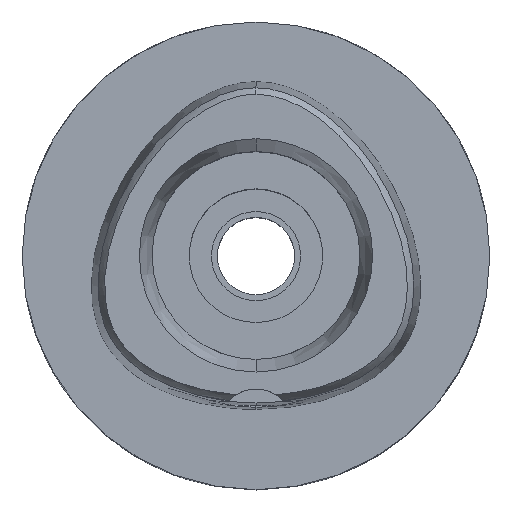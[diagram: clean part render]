
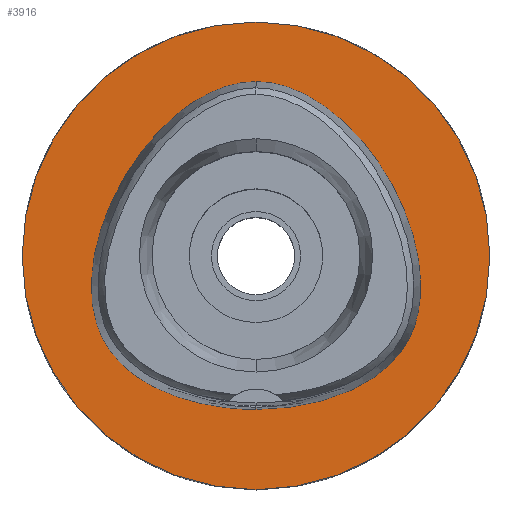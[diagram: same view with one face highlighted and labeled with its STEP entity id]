
A CAD part, top view. The second image highlights one B-rep face of the part: STEP entity #3916.
In plain terms, the highlighted planar face has unit normal (0, 0, 1).
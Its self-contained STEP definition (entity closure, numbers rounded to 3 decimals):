
#21 = EDGE_CURVE ( 'NONE', #5096, #2215, #3666, .T. ) ;
#45 = DIRECTION ( 'NONE',  ( 0., 1., 0. ) ) ;
#78 = B_SPLINE_CURVE_WITH_KNOTS ( 'NONE', 3,
 ( #3155, #276, #1142, #4507, #2374, #5295, #1114, #1523, #4829, #218, #4038, #720, #3206, #2290, #1981, #247, #3184, #2737, #1901, #1933, #3617, #4795, #4882 ),
 .UNSPECIFIED., .F., .F.,
 ( 4, 1, 1, 1, 1, 1, 1, 1, 1, 1, 1, 1, 1, 1, 1, 1, 1, 1, 1, 1, 4 ),
 ( 0., 0.083, 0.167, 0.208, 0.25, 0.292, 0.313, 0.333, 0.354, 0.375, 0.417, 0.458, 0.5, 0.583, 0.667, 0.75, 0.833, 0.875, 0.917, 0.958, 1. ),
 .UNSPECIFIED. ) ;
#218 = CARTESIAN_POINT ( 'NONE',  ( 20.932, -10.604, 0. ) ) ;
#247 = CARTESIAN_POINT ( 'NONE',  ( 18.068, 10.432, 0. ) ) ;
#276 = CARTESIAN_POINT ( 'NONE',  ( 2.114, -20.675, 0. ) ) ;
#278 = CARTESIAN_POINT ( 'NONE',  ( 0., 23.475, 0. ) ) ;
#334 = FACE_OUTER_BOUND ( 'NONE', #2334, .T. ) ;
#485 = CIRCLE ( 'NONE', #1125, 31.5 ) ;
#645 = CARTESIAN_POINT ( 'NONE',  ( -14.673, -17.214, 0. ) ) ;
#704 = CARTESIAN_POINT ( 'NONE',  ( -18.568, -14.169, 0. ) ) ;
#720 = CARTESIAN_POINT ( 'NONE',  ( 22.057, -6.848, 0. ) ) ;
#777 = PLANE ( 'NONE',  #2348 ) ;
#888 = EDGE_CURVE ( 'NONE', #2215, #5096, #78, .T. ) ;
#889 = ORIENTED_EDGE ( 'NONE', *, *, #3965, .F. ) ;
#1021 = CARTESIAN_POINT ( 'NONE',  ( 0., 0., 0. ) ) ;
#1045 = CARTESIAN_POINT ( 'NONE',  ( -22.057, -6.848, 0. ) ) ;
#1075 = CARTESIAN_POINT ( 'NONE',  ( -2.565, 23.293, 0. ) ) ;
#1086 = CARTESIAN_POINT ( 'NONE',  ( 0., -31.5, 0. ) ) ;
#1114 = CARTESIAN_POINT ( 'NONE',  ( 18.568, -14.169, 0. ) ) ;
#1125 = AXIS2_PLACEMENT_3D ( 'NONE', #1341, #3824, #45 ) ;
#1128 = CARTESIAN_POINT ( 'NONE',  ( -6.341, -20.298, 0. ) ) ;
#1142 = CARTESIAN_POINT ( 'NONE',  ( 6.341, -20.298, 0. ) ) ;
#1341 = CARTESIAN_POINT ( 'NONE',  ( 0., 0., 0. ) ) ;
#1447 = CARTESIAN_POINT ( 'NONE',  ( -16.959, -15.678, 0. ) ) ;
#1523 = CARTESIAN_POINT ( 'NONE',  ( 19.649, -12.825, 0. ) ) ;
#1532 = CARTESIAN_POINT ( 'NONE',  ( 0., -20.675, 0. ) ) ;
#1832 = CARTESIAN_POINT ( 'NONE',  ( -10.746, 19.174, 0. ) ) ;
#1892 = CARTESIAN_POINT ( 'NONE',  ( 0., 31.5, 0. ) ) ;
#1901 = CARTESIAN_POINT ( 'NONE',  ( 7.571, 21.315, 0. ) ) ;
#1933 = CARTESIAN_POINT ( 'NONE',  ( 5.098, 22.526, 0. ) ) ;
#1944 = CARTESIAN_POINT ( 'NONE',  ( -11.233, -18.893, 0. ) ) ;
#1981 = CARTESIAN_POINT ( 'NONE',  ( 20.749, 4.657, 0. ) ) ;
#2014 = FACE_BOUND ( 'NONE', #3529, .T. ) ;
#2153 = AXIS2_PLACEMENT_3D ( 'NONE', #1021, #5289, #3088 ) ;
#2215 = VERTEX_POINT ( 'NONE', #3063 ) ;
#2272 = CARTESIAN_POINT ( 'NONE',  ( -21.978, -0.281, 0. ) ) ;
#2290 = CARTESIAN_POINT ( 'NONE',  ( 21.978, -0.281, 0. ) ) ;
#2334 = EDGE_LOOP ( 'NONE', ( #889, #3918 ) ) ;
#2348 = AXIS2_PLACEMENT_3D ( 'NONE', #4562, #2480, #4147 ) ;
#2374 = CARTESIAN_POINT ( 'NONE',  ( 14.673, -17.214, 0. ) ) ;
#2480 = DIRECTION ( 'NONE',  ( 0., 0., -1. ) ) ;
#2737 = CARTESIAN_POINT ( 'NONE',  ( 10.746, 19.174, 0. ) ) ;
#2749 = CARTESIAN_POINT ( 'NONE',  ( -20.932, -10.604, 0. ) ) ;
#2777 = CARTESIAN_POINT ( 'NONE',  ( -19.649, -12.825, 0. ) ) ;
#2913 = EDGE_CURVE ( 'NONE', #3395, #2991, #2949, .T. ) ;
#2949 = CIRCLE ( 'NONE', #2153, 31.5 ) ;
#2991 = VERTEX_POINT ( 'NONE', #1892 ) ;
#3063 = CARTESIAN_POINT ( 'NONE',  ( 0., -20.675, 0. ) ) ;
#3078 = ORIENTED_EDGE ( 'NONE', *, *, #21, .F. ) ;
#3088 = DIRECTION ( 'NONE',  ( 0., -1., 0. ) ) ;
#3109 = CARTESIAN_POINT ( 'NONE',  ( -2.114, -20.675, 0. ) ) ;
#3134 = CARTESIAN_POINT ( 'NONE',  ( -21.555, -8.996, 0. ) ) ;
#3155 = CARTESIAN_POINT ( 'NONE',  ( 0., -20.675, 0. ) ) ;
#3184 = CARTESIAN_POINT ( 'NONE',  ( 14.408, 15.641, 0. ) ) ;
#3206 = CARTESIAN_POINT ( 'NONE',  ( 22.245, -4.1, 0. ) ) ;
#3395 = VERTEX_POINT ( 'NONE', #1086 ) ;
#3517 = CARTESIAN_POINT ( 'NONE',  ( -20.35, -11.749, 0. ) ) ;
#3529 = EDGE_LOOP ( 'NONE', ( #3078, #4895 ) ) ;
#3600 = CARTESIAN_POINT ( 'NONE',  ( 0., 23.475, 0. ) ) ;
#3617 = CARTESIAN_POINT ( 'NONE',  ( 2.565, 23.293, 0. ) ) ;
#3666 = B_SPLINE_CURVE_WITH_KNOTS ( 'NONE', 3,
 ( #3600, #4869, #1075, #4462, #4049, #1832, #5222, #4810, #4375, #2272, #3961, #1045, #3134, #2749, #3517, #2777, #704, #1447, #645, #1944, #1128, #3109, #1532 ),
 .UNSPECIFIED., .F., .F.,
 ( 4, 1, 1, 1, 1, 1, 1, 1, 1, 1, 1, 1, 1, 1, 1, 1, 1, 1, 1, 1, 4 ),
 ( 0., 0.042, 0.083, 0.125, 0.167, 0.25, 0.333, 0.417, 0.5, 0.542, 0.583, 0.625, 0.646, 0.667, 0.688, 0.708, 0.75, 0.792, 0.833, 0.917, 1. ),
 .UNSPECIFIED. ) ;
#3824 = DIRECTION ( 'NONE',  ( 0., 0., -1. ) ) ;
#3916 = ADVANCED_FACE ( 'NONE', ( #334, #2014 ), #777, .F. ) ;
#3918 = ORIENTED_EDGE ( 'NONE', *, *, #2913, .F. ) ;
#3961 = CARTESIAN_POINT ( 'NONE',  ( -22.245, -4.1, 0. ) ) ;
#3965 = EDGE_CURVE ( 'NONE', #2991, #3395, #485, .T. ) ;
#4038 = CARTESIAN_POINT ( 'NONE',  ( 21.555, -8.996, 0. ) ) ;
#4049 = CARTESIAN_POINT ( 'NONE',  ( -7.571, 21.315, 0. ) ) ;
#4147 = DIRECTION ( 'NONE',  ( 0., -1., 0. ) ) ;
#4375 = CARTESIAN_POINT ( 'NONE',  ( -20.749, 4.657, 0. ) ) ;
#4462 = CARTESIAN_POINT ( 'NONE',  ( -5.098, 22.526, 0. ) ) ;
#4507 = CARTESIAN_POINT ( 'NONE',  ( 11.233, -18.893, 0. ) ) ;
#4562 = CARTESIAN_POINT ( 'NONE',  ( 0., 0., 0. ) ) ;
#4795 = CARTESIAN_POINT ( 'NONE',  ( 0.855, 23.475, 0. ) ) ;
#4810 = CARTESIAN_POINT ( 'NONE',  ( -18.068, 10.432, 0. ) ) ;
#4829 = CARTESIAN_POINT ( 'NONE',  ( 20.35, -11.749, 0. ) ) ;
#4869 = CARTESIAN_POINT ( 'NONE',  ( -0.855, 23.475, 0. ) ) ;
#4882 = CARTESIAN_POINT ( 'NONE',  ( 0., 23.475, 0. ) ) ;
#4895 = ORIENTED_EDGE ( 'NONE', *, *, #888, .F. ) ;
#5096 = VERTEX_POINT ( 'NONE', #278 ) ;
#5222 = CARTESIAN_POINT ( 'NONE',  ( -14.408, 15.641, 0. ) ) ;
#5289 = DIRECTION ( 'NONE',  ( 0., 0., -1. ) ) ;
#5295 = CARTESIAN_POINT ( 'NONE',  ( 16.959, -15.678, 0. ) ) ;
